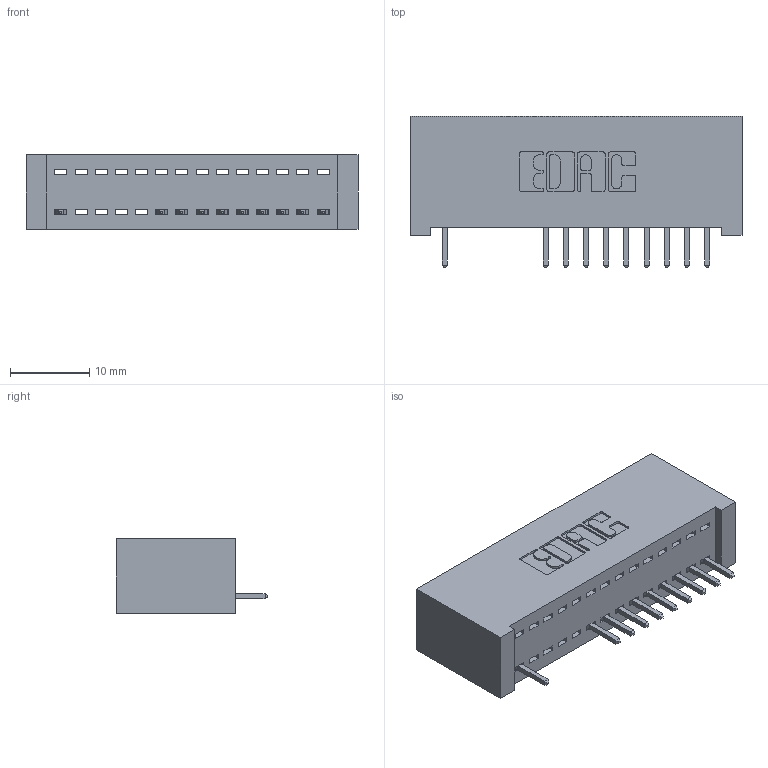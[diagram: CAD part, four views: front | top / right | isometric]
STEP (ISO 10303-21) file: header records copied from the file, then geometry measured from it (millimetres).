
FILE_DESCRIPTION (( 'STEP AP203' ), '1' );
FILE_NAME ('392-014-521-101.STEP', '2018-08-14T23:28:27', ( '' ), ( '' ), 'SwSTEP 2.0', 'SolidWorks 2016', '' );
FILE_SCHEMA (( 'CONFIG_CONTROL_DESIGN' ));
Length unit declared in the file: inch
Products named in the file (3): 342 Part_Lugless; 345-292-001_345-293-121; 392-014-521-101
Assembly tree (11 placements, depth 2):
  392-014-521-101
    342 Part_Lugless
    345-292-001_345-293-121  x10
Bounding box: 41.81 x 19.06 x 9.4 mm (x, y, z)
Volume: 3897.4 mm3; surface area: 5177.4 mm2
Topology: 11 solids, 11 shells, 730 faces, 2203 edges, 1454 vertices
Faces by surface type: plane 530, cylinder 200
Entity records: 11661 total; most frequent: CARTESIAN_POINT 2040, ORIENTED_EDGE 1994, DIRECTION 1765, EDGE_CURVE 997, VECTOR 877, LINE 877, VERTEX_POINT 662, AXIS2_PLACEMENT_3D 444
